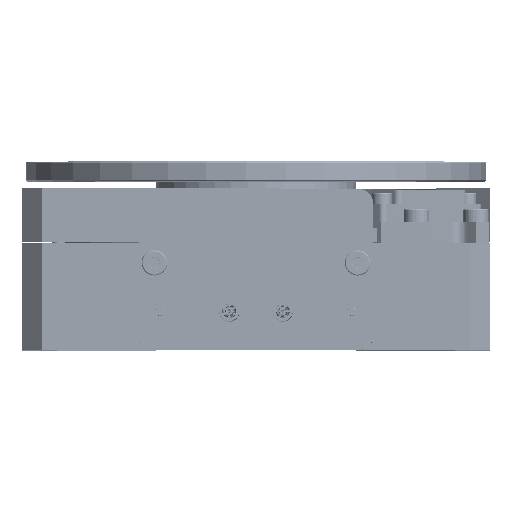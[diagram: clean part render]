
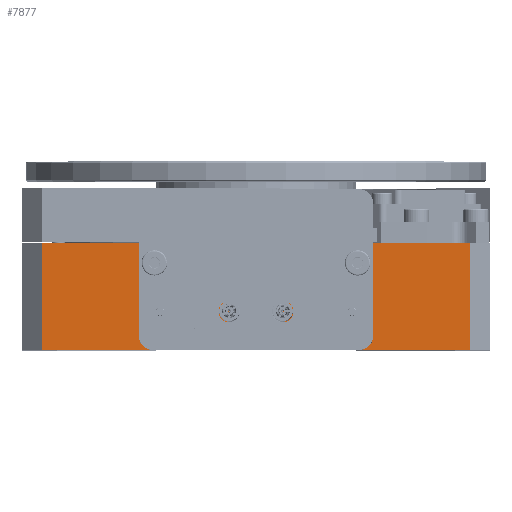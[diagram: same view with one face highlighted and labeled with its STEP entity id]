
A CAD part, top view. The second image highlights one B-rep face of the part: STEP entity #7877.
In plain terms, the highlighted planar face has unit normal (0, 0, 1).
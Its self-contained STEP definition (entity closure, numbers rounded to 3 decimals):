
#324 = VECTOR ( 'NONE', #39582, 1000. ) ;
#480 = CARTESIAN_POINT ( 'NONE',  ( 14.4, 13., 35. ) ) ;
#597 = DIRECTION ( 'NONE',  ( 1., 0., 0. ) ) ;
#700 = CARTESIAN_POINT ( 'NONE',  ( 15., 3., 35. ) ) ;
#915 = CARTESIAN_POINT ( 'NONE',  ( 4., 7., 35. ) ) ;
#1389 = LINE ( 'NONE', #22184, #19887 ) ;
#1884 = ORIENTED_EDGE ( 'NONE', *, *, #49447, .T. ) ;
#1974 = CIRCLE ( 'NONE', #33891, 0.8 ) ;
#2226 = VERTEX_POINT ( 'NONE', #51603 ) ;
#2258 = LINE ( 'NONE', #49113, #30470 ) ;
#2346 = DIRECTION ( 'NONE',  ( 1., 0., 0. ) ) ;
#2460 = ORIENTED_EDGE ( 'NONE', *, *, #16616, .F. ) ;
#3370 = EDGE_CURVE ( 'NONE', #34253, #31287, #1389, .T. ) ;
#3561 = ORIENTED_EDGE ( 'NONE', *, *, #49433, .T. ) ;
#3615 = VERTEX_POINT ( 'NONE', #43658 ) ;
#4008 = VECTOR ( 'NONE', #7222, 1000. ) ;
#4872 = LINE ( 'NONE', #30565, #48076 ) ;
#5335 = EDGE_CURVE ( 'NONE', #20816, #34940, #8399, .T. ) ;
#5994 = LINE ( 'NONE', #49967, #7717 ) ;
#7170 = VERTEX_POINT ( 'NONE', #30729 ) ;
#7222 = DIRECTION ( 'NONE',  ( 0., 1., 0. ) ) ;
#7497 = DIRECTION ( 'NONE',  ( 0., 0., -1. ) ) ;
#7558 = CARTESIAN_POINT ( 'NONE',  ( 32., 16., 35. ) ) ;
#7717 = VECTOR ( 'NONE', #18809, 1000. ) ;
#7796 = DIRECTION ( 'NONE',  ( 0., 0., 1. ) ) ;
#7877 = ADVANCED_FACE ( 'NONE', ( #20854, #54581, #24869 ), #46330, .F. ) ;
#8027 = CARTESIAN_POINT ( 'NONE',  ( 4., 16., 35. ) ) ;
#8075 = EDGE_CURVE ( 'NONE', #38140, #42752, #52064, .T. ) ;
#8399 = LINE ( 'NONE', #47517, #13439 ) ;
#8856 = DIRECTION ( 'NONE',  ( 1., 0., 0. ) ) ;
#8897 = DIRECTION ( 'NONE',  ( 0., 0., 1. ) ) ;
#9265 = CARTESIAN_POINT ( 'NONE',  ( 15., 0., 35. ) ) ;
#9413 = CARTESIAN_POINT ( 'NONE',  ( 15.2, 13., 35. ) ) ;
#9619 = ORIENTED_EDGE ( 'NONE', *, *, #45665, .F. ) ;
#11532 = ORIENTED_EDGE ( 'NONE', *, *, #8075, .F. ) ;
#11976 = ORIENTED_EDGE ( 'NONE', *, *, #39421, .F. ) ;
#12172 = ORIENTED_EDGE ( 'NONE', *, *, #42835, .T. ) ;
#12202 = ORIENTED_EDGE ( 'NONE', *, *, #41149, .T. ) ;
#12396 = DIRECTION ( 'NONE',  ( 1., 0., 0. ) ) ;
#13136 = CIRCLE ( 'NONE', #14965, 0.8 ) ;
#13167 = LINE ( 'NONE', #30566, #53402 ) ;
#13203 = EDGE_CURVE ( 'NONE', #33191, #7170, #13167, .T. ) ;
#13302 = EDGE_CURVE ( 'NONE', #42752, #38140, #43406, .T. ) ;
#13393 = DIRECTION ( 'NONE',  ( -1., 0., 0. ) ) ;
#13439 = VECTOR ( 'NONE', #12396, 1000. ) ;
#13802 = VECTOR ( 'NONE', #17123, 1000. ) ;
#13832 = EDGE_LOOP ( 'NONE', ( #48217, #12172, #32706, #3561, #18923, #9619, #11976, #1884, #22566, #21715, #44079, #12202 ) ) ;
#14786 = CARTESIAN_POINT ( 'NONE',  ( -4., 3., 35. ) ) ;
#14965 = AXIS2_PLACEMENT_3D ( 'NONE', #37754, #7796, #24885 ) ;
#16098 = DIRECTION ( 'NONE',  ( -1., 0., 0. ) ) ;
#16384 = EDGE_CURVE ( 'NONE', #34253, #3615, #47147, .T. ) ;
#16616 = EDGE_CURVE ( 'NONE', #47822, #53094, #1974, .T. ) ;
#17123 = DIRECTION ( 'NONE',  ( 0., -1., 0. ) ) ;
#17705 = CARTESIAN_POINT ( 'NONE',  ( -15.2, 13., 35. ) ) ;
#18809 = DIRECTION ( 'NONE',  ( 0., 1., 0. ) ) ;
#18923 = ORIENTED_EDGE ( 'NONE', *, *, #13203, .T. ) ;
#19887 = VECTOR ( 'NONE', #13393, 1000. ) ;
#20589 = LINE ( 'NONE', #30299, #4008 ) ;
#20816 = VERTEX_POINT ( 'NONE', #9265 ) ;
#20854 = FACE_OUTER_BOUND ( 'NONE', #13832, .T. ) ;
#21715 = ORIENTED_EDGE ( 'NONE', *, *, #16384, .T. ) ;
#22184 = CARTESIAN_POINT ( 'NONE',  ( -35., 7., 35. ) ) ;
#22566 = ORIENTED_EDGE ( 'NONE', *, *, #3370, .F. ) ;
#23112 = CARTESIAN_POINT ( 'NONE',  ( 16., 13., 35. ) ) ;
#23413 = ORIENTED_EDGE ( 'NONE', *, *, #13302, .F. ) ;
#24300 = DIRECTION ( 'NONE',  ( -1., 0., 0. ) ) ;
#24869 = FACE_BOUND ( 'NONE', #44401, .T. ) ;
#24885 = DIRECTION ( 'NONE',  ( 1., 0., 0. ) ) ;
#28584 = CARTESIAN_POINT ( 'NONE',  ( -15.2, 13., 35. ) ) ;
#29444 = DIRECTION ( 'NONE',  ( 0., 0., 1. ) ) ;
#29909 = VERTEX_POINT ( 'NONE', #48974 ) ;
#30289 = DIRECTION ( 'NONE',  ( 0., -1., 0. ) ) ;
#30290 = DIRECTION ( 'NONE',  ( 1., 0., 0. ) ) ;
#30299 = CARTESIAN_POINT ( 'NONE',  ( 32., 16., 35. ) ) ;
#30398 = VERTEX_POINT ( 'NONE', #34831 ) ;
#30470 = VECTOR ( 'NONE', #40534, 1000. ) ;
#30565 = CARTESIAN_POINT ( 'NONE',  ( 15., 3., 35. ) ) ;
#30566 = CARTESIAN_POINT ( 'NONE',  ( -35., 0., 35. ) ) ;
#30729 = CARTESIAN_POINT ( 'NONE',  ( -15., 0., 35. ) ) ;
#30992 = LINE ( 'NONE', #31828, #39536 ) ;
#31208 = DIRECTION ( 'NONE',  ( -1., 0., 0. ) ) ;
#31287 = VERTEX_POINT ( 'NONE', #40343 ) ;
#31828 = CARTESIAN_POINT ( 'NONE',  ( -15., 3., 35. ) ) ;
#32427 = AXIS2_PLACEMENT_3D ( 'NONE', #17705, #8897, #30290 ) ;
#32706 = ORIENTED_EDGE ( 'NONE', *, *, #45500, .F. ) ;
#33191 = VERTEX_POINT ( 'NONE', #51556 ) ;
#33891 = AXIS2_PLACEMENT_3D ( 'NONE', #9413, #44533, #8856 ) ;
#34253 = VERTEX_POINT ( 'NONE', #915 ) ;
#34831 = CARTESIAN_POINT ( 'NONE',  ( 15., 3., 35. ) ) ;
#34940 = VERTEX_POINT ( 'NONE', #46018 ) ;
#35301 = VECTOR ( 'NONE', #16098, 1000. ) ;
#35566 = DIRECTION ( 'NONE',  ( 0., -1., 0. ) ) ;
#35926 = VECTOR ( 'NONE', #31208, 1000. ) ;
#37754 = CARTESIAN_POINT ( 'NONE',  ( 15.2, 13., 35. ) ) ;
#38140 = VERTEX_POINT ( 'NONE', #53802 ) ;
#38987 = EDGE_LOOP ( 'NONE', ( #23413, #11532 ) ) ;
#39421 = EDGE_CURVE ( 'NONE', #43800, #2226, #50949, .T. ) ;
#39536 = VECTOR ( 'NONE', #35566, 1000. ) ;
#39543 = VERTEX_POINT ( 'NONE', #7558 ) ;
#39582 = DIRECTION ( 'NONE',  ( 1., 0., 0. ) ) ;
#40343 = CARTESIAN_POINT ( 'NONE',  ( -4., 7., 35. ) ) ;
#40429 = LINE ( 'NONE', #52731, #324 ) ;
#40534 = DIRECTION ( 'NONE',  ( 0., -1., 0. ) ) ;
#41149 = EDGE_CURVE ( 'NONE', #30398, #20816, #4872, .T. ) ;
#42162 = AXIS2_PLACEMENT_3D ( 'NONE', #46606, #7497, #24300 ) ;
#42752 = VERTEX_POINT ( 'NONE', #54889 ) ;
#42835 = EDGE_CURVE ( 'NONE', #34940, #39543, #20589, .T. ) ;
#42872 = EDGE_CURVE ( 'NONE', #53094, #47822, #13136, .T. ) ;
#43406 = CIRCLE ( 'NONE', #32427, 0.8 ) ;
#43658 = CARTESIAN_POINT ( 'NONE',  ( 4., 3., 35. ) ) ;
#43800 = VERTEX_POINT ( 'NONE', #14786 ) ;
#44079 = ORIENTED_EDGE ( 'NONE', *, *, #48811, .F. ) ;
#44401 = EDGE_LOOP ( 'NONE', ( #50807, #2460 ) ) ;
#44533 = DIRECTION ( 'NONE',  ( 0., 0., 1. ) ) ;
#45500 = EDGE_CURVE ( 'NONE', #29909, #39543, #40429, .T. ) ;
#45665 = EDGE_CURVE ( 'NONE', #2226, #7170, #30992, .T. ) ;
#46018 = CARTESIAN_POINT ( 'NONE',  ( 32., 0., 35. ) ) ;
#46330 = PLANE ( 'NONE',  #42162 ) ;
#46606 = CARTESIAN_POINT ( 'NONE',  ( -35., 16., 35. ) ) ;
#46611 = AXIS2_PLACEMENT_3D ( 'NONE', #28584, #29444, #2346 ) ;
#47147 = LINE ( 'NONE', #8027, #13802 ) ;
#47517 = CARTESIAN_POINT ( 'NONE',  ( -35., 0., 35. ) ) ;
#47822 = VERTEX_POINT ( 'NONE', #480 ) ;
#48076 = VECTOR ( 'NONE', #30289, 1000. ) ;
#48217 = ORIENTED_EDGE ( 'NONE', *, *, #5335, .T. ) ;
#48811 = EDGE_CURVE ( 'NONE', #30398, #3615, #53501, .T. ) ;
#48974 = CARTESIAN_POINT ( 'NONE',  ( -32., 16., 35. ) ) ;
#49113 = CARTESIAN_POINT ( 'NONE',  ( -32., 16., 35. ) ) ;
#49433 = EDGE_CURVE ( 'NONE', #29909, #33191, #2258, .T. ) ;
#49447 = EDGE_CURVE ( 'NONE', #43800, #31287, #5994, .T. ) ;
#49967 = CARTESIAN_POINT ( 'NONE',  ( -4., 16., 35. ) ) ;
#50807 = ORIENTED_EDGE ( 'NONE', *, *, #42872, .F. ) ;
#50949 = LINE ( 'NONE', #55213, #35301 ) ;
#51556 = CARTESIAN_POINT ( 'NONE',  ( -32., 0., 35. ) ) ;
#51603 = CARTESIAN_POINT ( 'NONE',  ( -15., 3., 35. ) ) ;
#52064 = CIRCLE ( 'NONE', #46611, 0.8 ) ;
#52731 = CARTESIAN_POINT ( 'NONE',  ( -35., 16., 35. ) ) ;
#53094 = VERTEX_POINT ( 'NONE', #23112 ) ;
#53402 = VECTOR ( 'NONE', #597, 1000. ) ;
#53501 = LINE ( 'NONE', #700, #35926 ) ;
#53802 = CARTESIAN_POINT ( 'NONE',  ( -16., 13., 35. ) ) ;
#54581 = FACE_BOUND ( 'NONE', #38987, .T. ) ;
#54889 = CARTESIAN_POINT ( 'NONE',  ( -14.4, 13., 35. ) ) ;
#55213 = CARTESIAN_POINT ( 'NONE',  ( 15., 3., 35. ) ) ;
